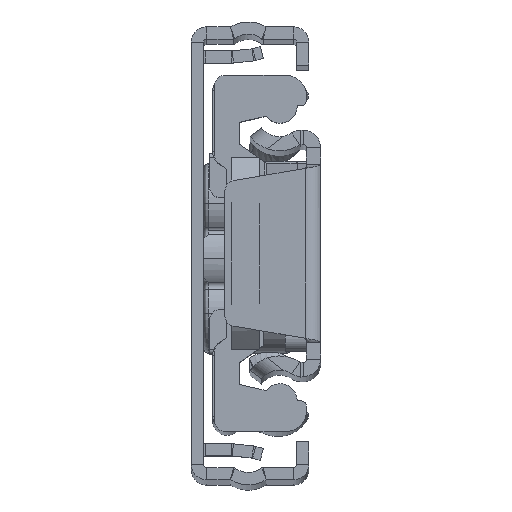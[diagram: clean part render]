
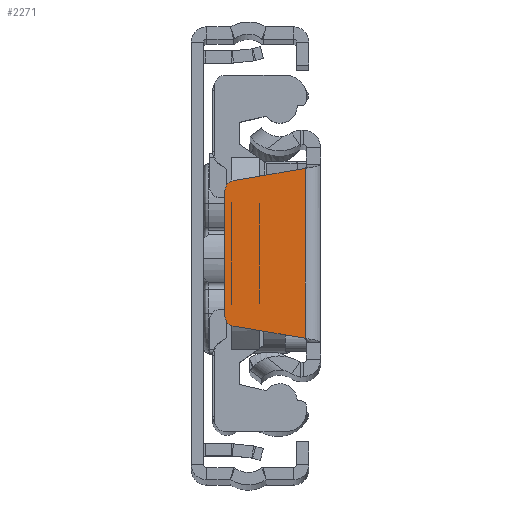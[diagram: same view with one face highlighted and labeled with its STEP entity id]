
A CAD part, top view. The second image highlights one B-rep face of the part: STEP entity #2271.
In plain terms, the highlighted planar face has unit normal (0, 0, 1).
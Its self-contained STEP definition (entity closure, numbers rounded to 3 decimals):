
#412 = VECTOR ( 'NONE', #1831, 1000. ) ;
#480 = LINE ( 'NONE', #8102, #1256 ) ;
#1256 = VECTOR ( 'NONE', #14314, 1000. ) ;
#1531 = CARTESIAN_POINT ( 'NONE',  ( -8.568, 7.142, 0. ) ) ;
#1749 = ORIENTED_EDGE ( 'NONE', *, *, #17868, .F. ) ;
#1831 = DIRECTION ( 'NONE',  ( 0., 1., 0. ) ) ;
#2268 = ORIENTED_EDGE ( 'NONE', *, *, #14378, .F. ) ;
#2271 = ADVANCED_FACE ( 'NONE', ( #14051 ), #17105, .F. ) ;
#2606 = DIRECTION ( 'NONE',  ( -0.986, 0.168, 0. ) ) ;
#3264 = DIRECTION ( 'NONE',  ( 0., 0., -1. ) ) ;
#3293 = EDGE_CURVE ( 'NONE', #8149, #5737, #17574, .T. ) ;
#3323 = AXIS2_PLACEMENT_3D ( 'NONE', #13540, #5999, #5915 ) ;
#3328 = CARTESIAN_POINT ( 'NONE',  ( -9.4, -6.156, 0. ) ) ;
#3417 = ORIENTED_EDGE ( 'NONE', *, *, #11334, .F. ) ;
#3685 = CARTESIAN_POINT ( 'NONE',  ( -1.5, 8.35, 0. ) ) ;
#3797 = CARTESIAN_POINT ( 'NONE',  ( -1.5, -8.35, 0. ) ) ;
#4562 = LINE ( 'NONE', #4866, #412 ) ;
#4572 = DIRECTION ( 'NONE',  ( -1., 0., 0. ) ) ;
#4866 = CARTESIAN_POINT ( 'NONE',  ( -9.4, 6.156, 0. ) ) ;
#4925 = CIRCLE ( 'NONE', #3323, 1. ) ;
#4977 = DIRECTION ( 'NONE',  ( 0., 0., -1. ) ) ;
#5737 = VERTEX_POINT ( 'NONE', #3685 ) ;
#5915 = DIRECTION ( 'NONE',  ( -1., 0., 0. ) ) ;
#5999 = DIRECTION ( 'NONE',  ( 0., 0., -1. ) ) ;
#7059 = CARTESIAN_POINT ( 'NONE',  ( -1.5, 8.35, 0. ) ) ;
#7437 = ORIENTED_EDGE ( 'NONE', *, *, #3293, .F. ) ;
#8026 = CIRCLE ( 'NONE', #16470, 1. ) ;
#8102 = CARTESIAN_POINT ( 'NONE',  ( -1.5, -8.35, 0. ) ) ;
#8149 = VERTEX_POINT ( 'NONE', #1531 ) ;
#8369 = CARTESIAN_POINT ( 'NONE',  ( -9.4, 6.156, 0. ) ) ;
#8777 = CARTESIAN_POINT ( 'NONE',  ( -8.568, -7.142, 0. ) ) ;
#9174 = CARTESIAN_POINT ( 'NONE',  ( -8.568, -7.142, 0. ) ) ;
#10376 = ORIENTED_EDGE ( 'NONE', *, *, #10930, .F. ) ;
#10930 = EDGE_CURVE ( 'NONE', #15562, #16936, #8026, .T. ) ;
#11334 = EDGE_CURVE ( 'NONE', #5737, #15492, #480, .T. ) ;
#11900 = VECTOR ( 'NONE', #16025, 1000. ) ;
#13540 = CARTESIAN_POINT ( 'NONE',  ( -8.4, 6.156, 0. ) ) ;
#14038 = CARTESIAN_POINT ( 'NONE',  ( -8.4, -6.156, 0. ) ) ;
#14051 = FACE_OUTER_BOUND ( 'NONE', #19020, .T. ) ;
#14300 = VERTEX_POINT ( 'NONE', #8369 ) ;
#14314 = DIRECTION ( 'NONE',  ( 0., -1., 0. ) ) ;
#14378 = EDGE_CURVE ( 'NONE', #14300, #8149, #4925, .T. ) ;
#14757 = EDGE_CURVE ( 'NONE', #16936, #14300, #4562, .T. ) ;
#15492 = VERTEX_POINT ( 'NONE', #3797 ) ;
#15562 = VERTEX_POINT ( 'NONE', #9174 ) ;
#15874 = DIRECTION ( 'NONE',  ( -1., 0., 0. ) ) ;
#16025 = DIRECTION ( 'NONE',  ( 0.986, 0.168, 0. ) ) ;
#16470 = AXIS2_PLACEMENT_3D ( 'NONE', #14038, #3264, #15874 ) ;
#16542 = LINE ( 'NONE', #8777, #17296 ) ;
#16936 = VERTEX_POINT ( 'NONE', #3328 ) ;
#17105 = PLANE ( 'NONE',  #18789 ) ;
#17225 = CARTESIAN_POINT ( 'NONE',  ( -8.4, 6.156, 0. ) ) ;
#17296 = VECTOR ( 'NONE', #2606, 1000. ) ;
#17574 = LINE ( 'NONE', #7059, #11900 ) ;
#17868 = EDGE_CURVE ( 'NONE', #15492, #15562, #16542, .T. ) ;
#18789 = AXIS2_PLACEMENT_3D ( 'NONE', #17225, #4977, #4572 ) ;
#19020 = EDGE_LOOP ( 'NONE', ( #3417, #7437, #2268, #19779, #10376, #1749 ) ) ;
#19779 = ORIENTED_EDGE ( 'NONE', *, *, #14757, .F. ) ;
